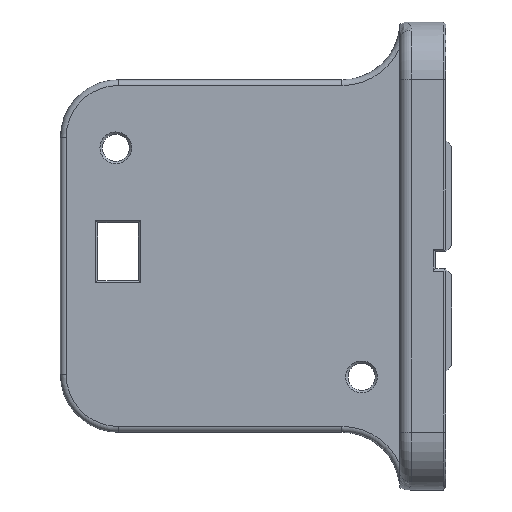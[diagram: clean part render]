
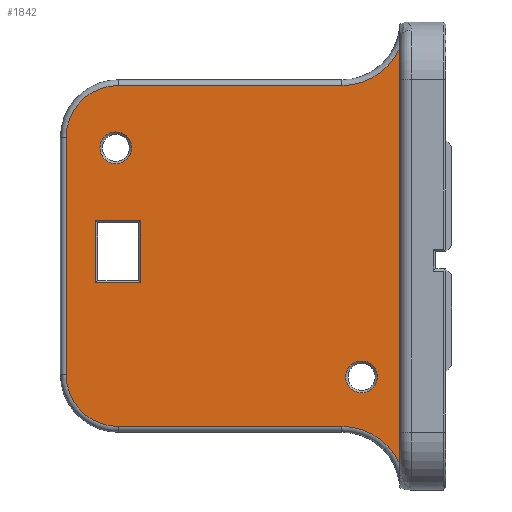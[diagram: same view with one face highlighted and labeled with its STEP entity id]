
A CAD part, top view. The second image highlights one B-rep face of the part: STEP entity #1842.
In plain terms, the highlighted planar face has unit normal (0, 0, 1).
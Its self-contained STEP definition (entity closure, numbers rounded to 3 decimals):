
#166=LINE('',#2917,#343);
#173=LINE('',#2957,#350);
#174=LINE('',#2960,#351);
#175=LINE('',#2962,#352);
#176=LINE('',#2964,#353);
#177=LINE('',#2965,#354);
#178=LINE('',#2971,#355);
#179=LINE('',#2975,#356);
#343=VECTOR('',#2298,1000.);
#350=VECTOR('',#2331,1000.);
#351=VECTOR('',#2332,1000.);
#352=VECTOR('',#2333,1000.);
#353=VECTOR('',#2334,1000.);
#354=VECTOR('',#2335,1000.);
#355=VECTOR('',#2340,1000.);
#356=VECTOR('',#2343,1000.);
#568=ORIENTED_EDGE('',*,*,#1095,.T.);
#569=ORIENTED_EDGE('',*,*,#1096,.T.);
#570=ORIENTED_EDGE('',*,*,#1097,.T.);
#571=ORIENTED_EDGE('',*,*,#1098,.T.);
#572=ORIENTED_EDGE('',*,*,#1099,.T.);
#573=ORIENTED_EDGE('',*,*,#1100,.T.);
#574=ORIENTED_EDGE('',*,*,#1101,.T.);
#575=ORIENTED_EDGE('',*,*,#1102,.T.);
#576=ORIENTED_EDGE('',*,*,#1080,.F.);
#577=ORIENTED_EDGE('',*,*,#1103,.T.);
#578=ORIENTED_EDGE('',*,*,#1104,.T.);
#579=ORIENTED_EDGE('',*,*,#1105,.T.);
#580=ORIENTED_EDGE('',*,*,#1106,.T.);
#581=ORIENTED_EDGE('',*,*,#1107,.T.);
#1080=EDGE_CURVE('',#1339,#1340,#166,.T.);
#1095=EDGE_CURVE('',#1354,#1354,#1443,.F.);
#1096=EDGE_CURVE('',#1355,#1355,#1444,.F.);
#1097=EDGE_CURVE('',#1356,#1357,#173,.T.);
#1098=EDGE_CURVE('',#1357,#1358,#174,.T.);
#1099=EDGE_CURVE('',#1358,#1359,#175,.T.);
#1100=EDGE_CURVE('',#1359,#1356,#176,.T.);
#1101=EDGE_CURVE('',#1360,#1361,#177,.T.);
#1102=EDGE_CURVE('',#1361,#1340,#1445,.F.);
#1103=EDGE_CURVE('',#1339,#1362,#1446,.F.);
#1104=EDGE_CURVE('',#1362,#1363,#178,.F.);
#1105=EDGE_CURVE('',#1363,#1364,#1447,.T.);
#1106=EDGE_CURVE('',#1364,#1365,#179,.T.);
#1107=EDGE_CURVE('',#1365,#1360,#1448,.T.);
#1339=VERTEX_POINT('',#2916);
#1340=VERTEX_POINT('',#2918);
#1354=VERTEX_POINT('',#2954);
#1355=VERTEX_POINT('',#2956);
#1356=VERTEX_POINT('',#2958);
#1357=VERTEX_POINT('',#2959);
#1358=VERTEX_POINT('',#2961);
#1359=VERTEX_POINT('',#2963);
#1360=VERTEX_POINT('',#2966);
#1361=VERTEX_POINT('',#2967);
#1362=VERTEX_POINT('',#2970);
#1363=VERTEX_POINT('',#2972);
#1364=VERTEX_POINT('',#2974);
#1365=VERTEX_POINT('',#2976);
#1443=CIRCLE('',#1999,2.75);
#1444=CIRCLE('',#2000,2.75);
#1445=CIRCLE('',#2001,11.);
#1446=CIRCLE('',#2002,11.);
#1447=CIRCLE('',#2003,9.);
#1448=CIRCLE('',#2004,9.);
#1515=EDGE_LOOP('',(#568));
#1516=EDGE_LOOP('',(#569));
#1517=EDGE_LOOP('',(#570,#571,#572,#573));
#1518=EDGE_LOOP('',(#574,#575,#576,#577,#578,#579,#580,#581));
#1651=FACE_BOUND('',#1515,.T.);
#1652=FACE_BOUND('',#1516,.T.);
#1653=FACE_BOUND('',#1517,.T.);
#1654=FACE_BOUND('',#1518,.T.);
#1779=PLANE('',#1998);
#1842=ADVANCED_FACE('',(#1651,#1652,#1653,#1654),#1779,.T.);
#1998=AXIS2_PLACEMENT_3D('',#2952,#2325,#2326);
#1999=AXIS2_PLACEMENT_3D('',#2953,#2327,#2328);
#2000=AXIS2_PLACEMENT_3D('',#2955,#2329,#2330);
#2001=AXIS2_PLACEMENT_3D('',#2968,#2336,#2337);
#2002=AXIS2_PLACEMENT_3D('',#2969,#2338,#2339);
#2003=AXIS2_PLACEMENT_3D('',#2973,#2341,#2342);
#2004=AXIS2_PLACEMENT_3D('',#2977,#2344,#2345);
#2298=DIRECTION('',(0.,-1.,0.));
#2325=DIRECTION('',(0.,0.,1.));
#2326=DIRECTION('',(1.,0.,0.));
#2327=DIRECTION('',(0.,0.,1.));
#2328=DIRECTION('',(1.,0.,0.));
#2329=DIRECTION('',(0.,0.,1.));
#2330=DIRECTION('',(1.,0.,0.));
#2331=DIRECTION('',(0.,-1.,0.));
#2332=DIRECTION('',(-1.,0.,0.));
#2333=DIRECTION('',(0.,1.,0.));
#2334=DIRECTION('',(1.,0.,0.));
#2335=DIRECTION('',(1.,0.,0.));
#2336=DIRECTION('',(0.,0.,1.));
#2337=DIRECTION('',(1.,0.,0.));
#2338=DIRECTION('',(0.,0.,1.));
#2339=DIRECTION('',(1.,0.,0.));
#2340=DIRECTION('',(1.,0.,0.));
#2341=DIRECTION('',(0.,0.,1.));
#2342=DIRECTION('',(1.,0.,0.));
#2343=DIRECTION('',(0.,-1.,0.));
#2344=DIRECTION('',(0.,0.,1.));
#2345=DIRECTION('',(1.,0.,0.));
#2916=CARTESIAN_POINT('',(26.65,35.967,6.));
#2917=CARTESIAN_POINT('',(26.65,30.5,6.));
#2918=CARTESIAN_POINT('',(26.65,-35.967,6.));
#2952=CARTESIAN_POINT('',(0.,0.,6.));
#2953=CARTESIAN_POINT('',(20.05,-20.95,6.));
#2954=CARTESIAN_POINT('',(22.8,-20.95,6.));
#2955=CARTESIAN_POINT('',(-22.55,18.75,6.));
#2956=CARTESIAN_POINT('',(-19.8,18.75,6.));
#2957=CARTESIAN_POINT('',(-18.25,-4.25,6.));
#2958=CARTESIAN_POINT('',(-18.25,6.15,6.));
#2959=CARTESIAN_POINT('',(-18.25,-4.65,6.));
#2960=CARTESIAN_POINT('',(-25.65,-4.65,6.));
#2961=CARTESIAN_POINT('',(-26.05,-4.65,6.));
#2962=CARTESIAN_POINT('',(-26.05,5.75,6.));
#2963=CARTESIAN_POINT('',(-26.05,6.15,6.));
#2964=CARTESIAN_POINT('',(-18.65,6.15,6.));
#2965=CARTESIAN_POINT('',(0.,-29.55,6.));
#2966=CARTESIAN_POINT('',(-22.15,-29.55,6.));
#2967=CARTESIAN_POINT('',(16.65,-29.55,6.));
#2968=CARTESIAN_POINT('',(16.65,-40.55,6.));
#2969=CARTESIAN_POINT('',(16.65,40.55,6.));
#2970=CARTESIAN_POINT('',(16.65,29.55,6.));
#2971=CARTESIAN_POINT('',(0.,29.55,6.));
#2972=CARTESIAN_POINT('',(-22.15,29.55,6.));
#2973=CARTESIAN_POINT('',(-22.15,20.55,6.));
#2974=CARTESIAN_POINT('',(-31.15,20.55,6.));
#2975=CARTESIAN_POINT('',(-31.15,0.,6.));
#2976=CARTESIAN_POINT('',(-31.15,-20.55,6.));
#2977=CARTESIAN_POINT('',(-22.15,-20.55,6.));
